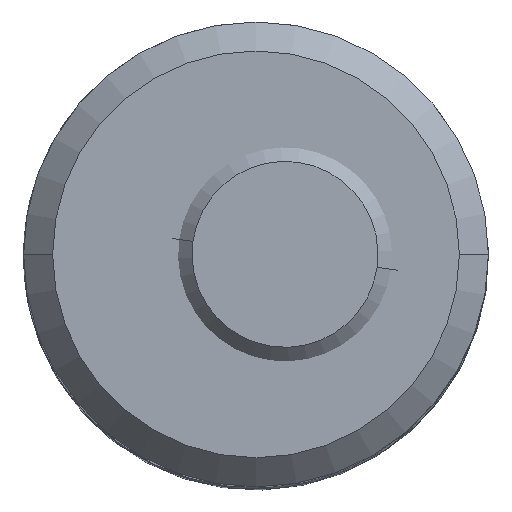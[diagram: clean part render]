
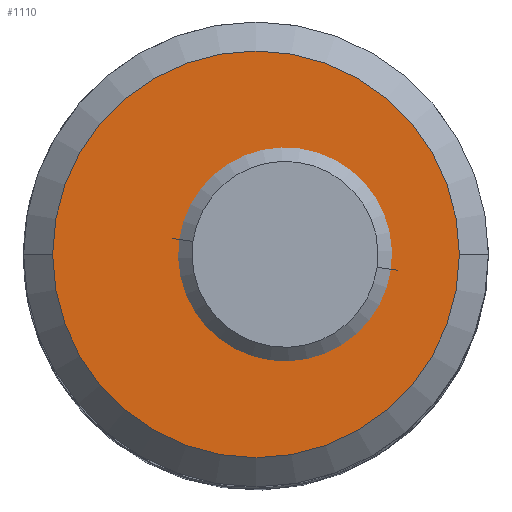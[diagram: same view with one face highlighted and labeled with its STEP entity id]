
A CAD part, top view. The second image highlights one B-rep face of the part: STEP entity #1110.
In plain terms, the highlighted planar face has unit normal (0, 0, 1).
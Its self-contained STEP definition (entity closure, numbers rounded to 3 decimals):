
#20 = FACE_OUTER_BOUND ( 'NONE', #1606, .T. ) ;
#51 = CIRCLE ( 'NONE', #1470, 1.65 ) ;
#73 = CIRCLE ( 'NONE', #1010, 3.5 ) ;
#154 = EDGE_CURVE ( 'NONE', #1600, #525, #73, .T. ) ;
#189 = CARTESIAN_POINT ( 'NONE',  ( -3.5, 0., 0. ) ) ;
#190 = DIRECTION ( 'NONE',  ( -1., 0., 0. ) ) ;
#304 = CARTESIAN_POINT ( 'NONE',  ( 0.5, 0., 0. ) ) ;
#310 = CARTESIAN_POINT ( 'NONE',  ( 0.5, 0., 0. ) ) ;
#379 = CARTESIAN_POINT ( 'NONE',  ( 2.15, 0., 0. ) ) ;
#412 = CARTESIAN_POINT ( 'NONE',  ( -1.15, 0., 0. ) ) ;
#489 = CARTESIAN_POINT ( 'NONE',  ( 0., 0., 0. ) ) ;
#498 = FACE_BOUND ( 'NONE', #581, .T. ) ;
#525 = VERTEX_POINT ( 'NONE', #1061 ) ;
#575 = CIRCLE ( 'NONE', #1113, 3.5 ) ;
#581 = EDGE_LOOP ( 'NONE', ( #1371, #1755 ) ) ;
#619 = CARTESIAN_POINT ( 'NONE',  ( 0., 0., 0. ) ) ;
#730 = DIRECTION ( 'NONE',  ( -1., 0., 0. ) ) ;
#803 = CIRCLE ( 'NONE', #887, 1.65 ) ;
#873 = EDGE_CURVE ( 'NONE', #525, #1600, #575, .T. ) ;
#887 = AXIS2_PLACEMENT_3D ( 'NONE', #304, #894, #730 ) ;
#894 = DIRECTION ( 'NONE',  ( 0., 0., -1. ) ) ;
#1008 = ORIENTED_EDGE ( 'NONE', *, *, #154, .T. ) ;
#1010 = AXIS2_PLACEMENT_3D ( 'NONE', #489, #1087, #1672 ) ;
#1061 = CARTESIAN_POINT ( 'NONE',  ( 3.5, 0., 0. ) ) ;
#1074 = DIRECTION ( 'NONE',  ( 1., 0., 0. ) ) ;
#1087 = DIRECTION ( 'NONE',  ( 0., 0., 1. ) ) ;
#1110 = ADVANCED_FACE ( 'NONE', ( #498, #20 ), #1214, .F. ) ;
#1113 = AXIS2_PLACEMENT_3D ( 'NONE', #1181, #1374, #1074 ) ;
#1181 = CARTESIAN_POINT ( 'NONE',  ( 0., 0., 0. ) ) ;
#1214 = PLANE ( 'NONE',  #1377 ) ;
#1281 = ORIENTED_EDGE ( 'NONE', *, *, #873, .T. ) ;
#1295 = VERTEX_POINT ( 'NONE', #379 ) ;
#1352 = DIRECTION ( 'NONE',  ( 0., 0., -1. ) ) ;
#1371 = ORIENTED_EDGE ( 'NONE', *, *, #1384, .T. ) ;
#1374 = DIRECTION ( 'NONE',  ( 0., 0., 1. ) ) ;
#1377 = AXIS2_PLACEMENT_3D ( 'NONE', #619, #1646, #190 ) ;
#1384 = EDGE_CURVE ( 'NONE', #1706, #1295, #803, .T. ) ;
#1470 = AXIS2_PLACEMENT_3D ( 'NONE', #310, #1352, #1480 ) ;
#1480 = DIRECTION ( 'NONE',  ( -1., 0., 0. ) ) ;
#1600 = VERTEX_POINT ( 'NONE', #189 ) ;
#1606 = EDGE_LOOP ( 'NONE', ( #1008, #1281 ) ) ;
#1646 = DIRECTION ( 'NONE',  ( 0., 0., -1. ) ) ;
#1672 = DIRECTION ( 'NONE',  ( 1., 0., 0. ) ) ;
#1706 = VERTEX_POINT ( 'NONE', #412 ) ;
#1755 = ORIENTED_EDGE ( 'NONE', *, *, #1864, .T. ) ;
#1864 = EDGE_CURVE ( 'NONE', #1295, #1706, #51, .T. ) ;
